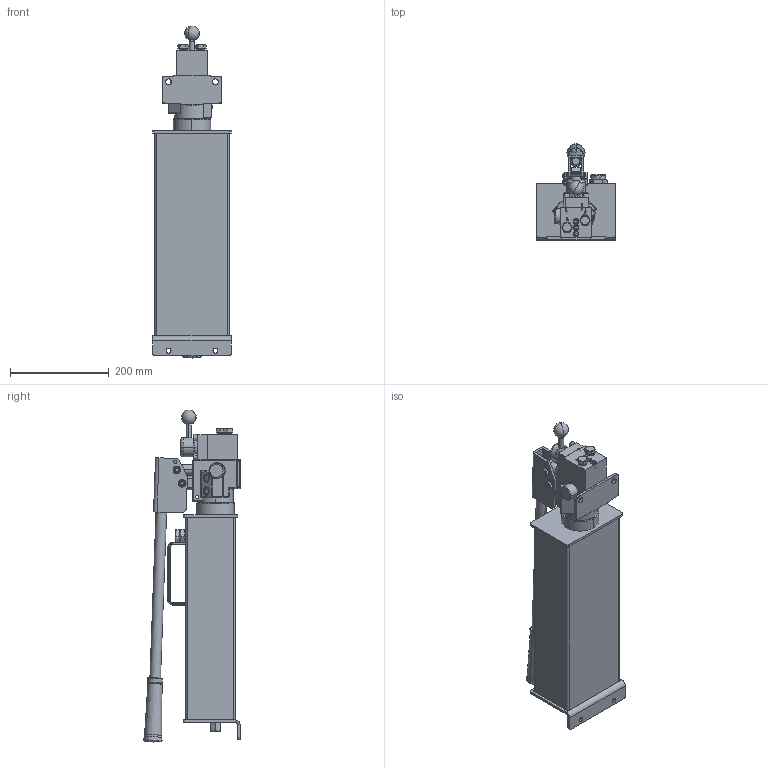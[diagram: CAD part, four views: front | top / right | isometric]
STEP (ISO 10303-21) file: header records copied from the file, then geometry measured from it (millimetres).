
FILE_DESCRIPTION (( 'STEP AP203' ), '1' );
FILE_NAME ('H2825.STEP', '2017-06-22T11:53:50', ( '' ), ( '' ), 'SwSTEP 2.0', 'SolidWorks 2017', '' );
FILE_SCHEMA (( 'CONFIG_CONTROL_DESIGN' ));
Length unit declared in the file: millimetre
Products named in the file (1): H2825
Bounding box: 160 x 195.38 x 672.94 mm (x, y, z)
Volume: 1893722.7 mm3; surface area: 804427.6 mm2
Topology: 51 solids, 51 shells, 1791 faces, 4049 edges, 2401 vertices
Faces by surface type: cylinder 631, plane 502, cone 478, torus 74, bspline 67, sphere 39
Entity records: 54324 total; most frequent: CARTESIAN_POINT 14584, DIRECTION 8674, ORIENTED_EDGE 7902, EDGE_CURVE 3951, AXIS2_PLACEMENT_3D 3487, VERTEX_POINT 2391, EDGE_LOOP 2034, FACE_OUTER_BOUND 1791
